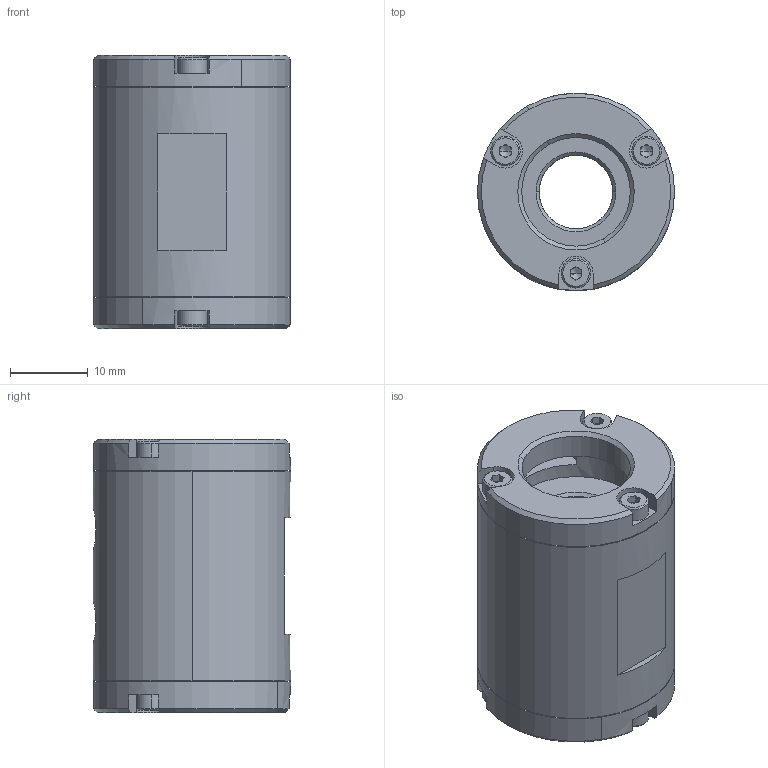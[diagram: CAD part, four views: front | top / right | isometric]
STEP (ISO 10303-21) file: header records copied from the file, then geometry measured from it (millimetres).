
FILE_DESCRIPTION (( 'STEP AP214' ), '1' );
FILE_NAME ('DC.9.12.00.00.INFO.STEP', '2012-09-27T11:28:01', ( 'Almantas' ), ( '' ), 'SwSTEP 2.0', 'SolidWorks 2012', '' );
FILE_SCHEMA (( 'AUTOMOTIVE_DESIGN' ));
Length unit declared in the file: millimetre
Products named in the file (1): DC.9.12.00.00.INFO
Bounding box: 25.4 x 25.4 x 35.2 mm (x, y, z)
Surface area: 5217.1 mm2 (no closed solid volume)
Topology: 0 solids, 13 shells, 187 faces, 540 edges, 344 vertices
Faces by surface type: plane 91, cylinder 52, cone 40, bspline 4
Entity records: 10336 total; most frequent: CARTESIAN_POINT 3373, DIRECTION 1078, ORIENTED_EDGE 908, EDGE_CURVE 528, AXIS2_PLACEMENT_3D 395, VERTEX_POINT 344, LINE 288, VECTOR 288
